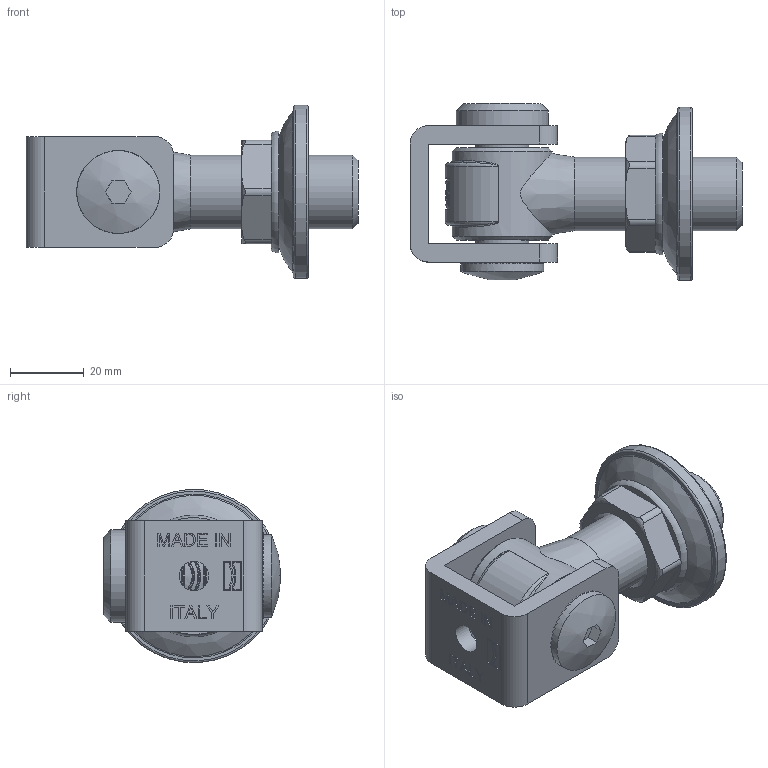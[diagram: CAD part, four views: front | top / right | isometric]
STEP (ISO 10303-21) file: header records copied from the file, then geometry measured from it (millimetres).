
FILE_DESCRIPTION((''),'2;1');
FILE_NAME('155-M20.stp','2012-11-28T08:26:19',('amenegon'),(''),'Autodesk Inventor 2012','Autodesk Inventor 2012','');
FILE_SCHEMA(('AUTOMOTIVE_DESIGN { 1 0 10303 214 1 1 1 1 }'));
Length unit declared in the file: millimetre
Products named in the file (8): 155_M20; 27503109; 21501002  001; 22501201  001; 28305001; 33802006; 23802002; 23501006_FISSATO
Assembly tree (7 placements, depth 3):
  155_M20
    27503109
    21501002  001
    22501201  001
    28305001
    33802006
      23802002
      23501006_FISSATO
Bounding box: 90 x 47.97 x 46.95 mm (x, y, z)
Volume: 63200.3 mm3; surface area: 27746.9 mm2
Topology: 6 solids, 6 shells, 679 faces, 1725 edges, 1087 vertices
Faces by surface type: plane 401, cylinder 119, bspline 57, torus 57, sphere 32, cone 13
Full cylindrical faces by diameter (mm): 6.647 x1, 8 x2, 9 x1, 14.5 x1, 14.85 x1, 15 x1, 18.376 x1, 20 x1, 22.5 x1, 25 x1, 25.3 x1, 26 x1, 27 x1, 47 x1
Entity records: 21742 total; most frequent: CARTESIAN_POINT 5493, ORIENTED_EDGE 3326, DIRECTION 3262, EDGE_CURVE 1663, AXIS2_PLACEMENT_3D 1108, VERTEX_POINT 1069, VECTOR 1046, LINE 1046
